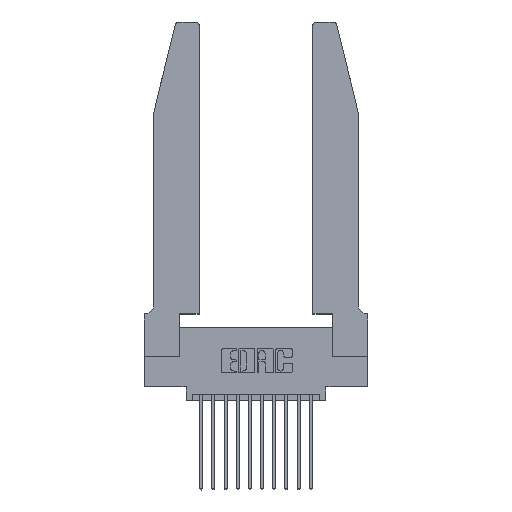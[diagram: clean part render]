
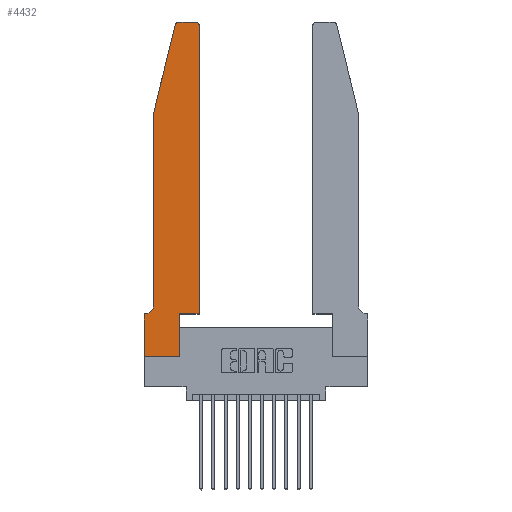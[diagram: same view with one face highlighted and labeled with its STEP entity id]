
A CAD part, top view. The second image highlights one B-rep face of the part: STEP entity #4432.
In plain terms, the highlighted planar face has unit normal (0, 0, 1).
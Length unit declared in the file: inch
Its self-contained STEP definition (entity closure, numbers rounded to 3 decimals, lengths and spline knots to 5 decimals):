
#336 = CARTESIAN_POINT ( 'NONE',  ( 0.2605, 2.75, 0.37 ) ) ;
#619 = CARTESIAN_POINT ( 'NONE',  ( 0.2865, 0.35, 0.37 ) ) ;
#731 = VERTEX_POINT ( 'NONE', #3294 ) ;
#825 = ORIENTED_EDGE ( 'NONE', *, *, #16110, .T. ) ;
#841 = CARTESIAN_POINT ( 'NONE',  ( 0.0055, 0.35, 0.37 ) ) ;
#1000 = CARTESIAN_POINT ( 'NONE',  ( 0.4505, 2.72, 0.37 ) ) ;
#1187 = DIRECTION ( 'NONE',  ( 1., 0., 0. ) ) ;
#1247 = EDGE_CURVE ( 'NONE', #14696, #2244, #16915, .T. ) ;
#1303 = AXIS2_PLACEMENT_3D ( 'NONE', #16243, #5470, #4074 ) ;
#1341 = DIRECTION ( 'NONE',  ( 0., -1., 0. ) ) ;
#1530 = ORIENTED_EDGE ( 'NONE', *, *, #10491, .T. ) ;
#1561 = AXIS2_PLACEMENT_3D ( 'NONE', #12422, #1927, #4545 ) ;
#1831 = EDGE_CURVE ( 'NONE', #731, #8776, #8250, .T. ) ;
#1878 = CIRCLE ( 'NONE', #11002, 0.03 ) ;
#1927 = DIRECTION ( 'NONE',  ( 0., 0., -1. ) ) ;
#2112 = LINE ( 'NONE', #7163, #7324 ) ;
#2118 = VECTOR ( 'NONE', #7079, 39.37008 ) ;
#2173 = DIRECTION ( 'NONE',  ( 0., 0., 1. ) ) ;
#2244 = VERTEX_POINT ( 'NONE', #4146 ) ;
#2306 = DIRECTION ( 'NONE',  ( 1., 0., 0. ) ) ;
#2424 = EDGE_CURVE ( 'NONE', #17080, #13101, #8879, .T. ) ;
#2609 = CARTESIAN_POINT ( 'NONE',  ( 0.4505, 0.35, 0.37 ) ) ;
#2707 = EDGE_CURVE ( 'NONE', #6269, #3407, #12514, .T. ) ;
#2842 = VECTOR ( 'NONE', #14009, 39.37008 ) ;
#3294 = CARTESIAN_POINT ( 'NONE',  ( 0.0755, 0.42, 0.37 ) ) ;
#3407 = VERTEX_POINT ( 'NONE', #13974 ) ;
#3854 = CARTESIAN_POINT ( 'NONE',  ( 0.0755, 2., 0.37 ) ) ;
#3965 = EDGE_CURVE ( 'NONE', #13101, #731, #12092, .T. ) ;
#4069 = VERTEX_POINT ( 'NONE', #2609 ) ;
#4074 = DIRECTION ( 'NONE',  ( 1., 0., 0. ) ) ;
#4104 = ORIENTED_EDGE ( 'NONE', *, *, #11339, .T. ) ;
#4146 = CARTESIAN_POINT ( 'NONE',  ( 0.4205, 2.75, 0.37 ) ) ;
#4215 = LINE ( 'NONE', #16984, #7945 ) ;
#4335 = CARTESIAN_POINT ( 'NONE',  ( 0., 0., 0.37 ) ) ;
#4388 = VECTOR ( 'NONE', #5559, 39.37008 ) ;
#4432 = ADVANCED_FACE ( 'NONE', ( #14136 ), #15543, .T. ) ;
#4545 = DIRECTION ( 'NONE',  ( -1., 0., 0. ) ) ;
#4892 = DIRECTION ( 'NONE',  ( -1., 0., 0. ) ) ;
#4929 = CARTESIAN_POINT ( 'NONE',  ( 0.0755, 2., 0.37 ) ) ;
#4961 = ORIENTED_EDGE ( 'NONE', *, *, #16014, .T. ) ;
#5149 = VERTEX_POINT ( 'NONE', #5532 ) ;
#5267 = ORIENTED_EDGE ( 'NONE', *, *, #9790, .T. ) ;
#5470 = DIRECTION ( 'NONE',  ( 0., 0., 1. ) ) ;
#5532 = CARTESIAN_POINT ( 'NONE',  ( 0., 0.35, 0.37 ) ) ;
#5559 = DIRECTION ( 'NONE',  ( 0., 1., 0. ) ) ;
#5686 = VERTEX_POINT ( 'NONE', #9380 ) ;
#5696 = ORIENTED_EDGE ( 'NONE', *, *, #2424, .T. ) ;
#5778 = CARTESIAN_POINT ( 'NONE',  ( 0., 0., 0.37 ) ) ;
#5848 = CARTESIAN_POINT ( 'NONE',  ( 0.284, 2.72, 0.37 ) ) ;
#6220 = DIRECTION ( 'NONE',  ( 0., 1., 0. ) ) ;
#6269 = VERTEX_POINT ( 'NONE', #11465 ) ;
#6695 = EDGE_LOOP ( 'NONE', ( #5267, #1530, #5696, #13150, #16686, #4104, #14818, #16064, #4961, #825, #15157, #15505 ) ) ;
#7079 = DIRECTION ( 'NONE',  ( -1., 0., 0. ) ) ;
#7163 = CARTESIAN_POINT ( 'NONE',  ( 0.4505, 0.35, 0.37 ) ) ;
#7324 = VECTOR ( 'NONE', #6220, 39.37008 ) ;
#7684 = VECTOR ( 'NONE', #4892, 39.37008 ) ;
#7706 = DIRECTION ( 'NONE',  ( 1., 0., 0. ) ) ;
#7945 = VECTOR ( 'NONE', #1187, 39.37008 ) ;
#8250 = CIRCLE ( 'NONE', #1561, 0.07 ) ;
#8737 = CARTESIAN_POINT ( 'NONE',  ( 0.284, 2.75, 0.37 ) ) ;
#8776 = VERTEX_POINT ( 'NONE', #841 ) ;
#8879 = LINE ( 'NONE', #4929, #2842 ) ;
#8945 = CARTESIAN_POINT ( 'NONE',  ( 0.0755, 0.35, 0.37 ) ) ;
#9380 = CARTESIAN_POINT ( 'NONE',  ( 0.2865, 0.35, 0.37 ) ) ;
#9381 = LINE ( 'NONE', #336, #2118 ) ;
#9790 = EDGE_CURVE ( 'NONE', #2244, #13063, #9381, .T. ) ;
#10104 = VECTOR ( 'NONE', #14863, 39.37008 ) ;
#10491 = EDGE_CURVE ( 'NONE', #13063, #17080, #1878, .T. ) ;
#11002 = AXIS2_PLACEMENT_3D ( 'NONE', #5848, #15377, #2306 ) ;
#11122 = CARTESIAN_POINT ( 'NONE',  ( 0.25487, 2.72718, 0.37 ) ) ;
#11339 = EDGE_CURVE ( 'NONE', #8776, #5149, #14647, .T. ) ;
#11465 = CARTESIAN_POINT ( 'NONE',  ( 0., 0., 0.37 ) ) ;
#12092 = LINE ( 'NONE', #15814, #14949 ) ;
#12114 = DIRECTION ( 'NONE',  ( 1., 0., 0. ) ) ;
#12422 = CARTESIAN_POINT ( 'NONE',  ( 0.0055, 0.42, 0.37 ) ) ;
#12514 = LINE ( 'NONE', #5778, #17083 ) ;
#12524 = LINE ( 'NONE', #4335, #10104 ) ;
#12963 = EDGE_CURVE ( 'NONE', #5149, #6269, #12524, .T. ) ;
#13063 = VERTEX_POINT ( 'NONE', #8737 ) ;
#13101 = VERTEX_POINT ( 'NONE', #3854 ) ;
#13150 = ORIENTED_EDGE ( 'NONE', *, *, #3965, .T. ) ;
#13974 = CARTESIAN_POINT ( 'NONE',  ( 0.2865, 0., 0.37 ) ) ;
#14009 = DIRECTION ( 'NONE',  ( -0.239, -0.971, 0. ) ) ;
#14136 = FACE_OUTER_BOUND ( 'NONE', #6695, .T. ) ;
#14235 = CARTESIAN_POINT ( 'NONE',  ( 0., 0.35, 0.37 ) ) ;
#14647 = LINE ( 'NONE', #8945, #7684 ) ;
#14696 = VERTEX_POINT ( 'NONE', #1000 ) ;
#14818 = ORIENTED_EDGE ( 'NONE', *, *, #12963, .T. ) ;
#14863 = DIRECTION ( 'NONE',  ( 0., -1., 0. ) ) ;
#14949 = VECTOR ( 'NONE', #1341, 39.37008 ) ;
#15103 = LINE ( 'NONE', #619, #4388 ) ;
#15157 = ORIENTED_EDGE ( 'NONE', *, *, #15502, .T. ) ;
#15377 = DIRECTION ( 'NONE',  ( 0., 0., 1. ) ) ;
#15502 = EDGE_CURVE ( 'NONE', #4069, #14696, #2112, .T. ) ;
#15505 = ORIENTED_EDGE ( 'NONE', *, *, #1247, .T. ) ;
#15543 = PLANE ( 'NONE',  #16123 ) ;
#15814 = CARTESIAN_POINT ( 'NONE',  ( 0.0755, 2., 0.37 ) ) ;
#16014 = EDGE_CURVE ( 'NONE', #3407, #5686, #15103, .T. ) ;
#16064 = ORIENTED_EDGE ( 'NONE', *, *, #2707, .T. ) ;
#16110 = EDGE_CURVE ( 'NONE', #5686, #4069, #4215, .T. ) ;
#16123 = AXIS2_PLACEMENT_3D ( 'NONE', #14235, #2173, #7706 ) ;
#16243 = CARTESIAN_POINT ( 'NONE',  ( 0.4205, 2.72, 0.37 ) ) ;
#16686 = ORIENTED_EDGE ( 'NONE', *, *, #1831, .T. ) ;
#16915 = CIRCLE ( 'NONE', #1303, 0.03 ) ;
#16984 = CARTESIAN_POINT ( 'NONE',  ( 0.4505, 0.35, 0.37 ) ) ;
#17080 = VERTEX_POINT ( 'NONE', #11122 ) ;
#17083 = VECTOR ( 'NONE', #12114, 39.37008 ) ;
